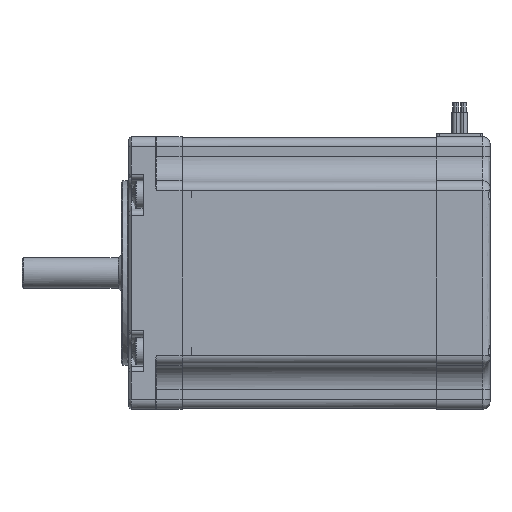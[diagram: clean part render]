
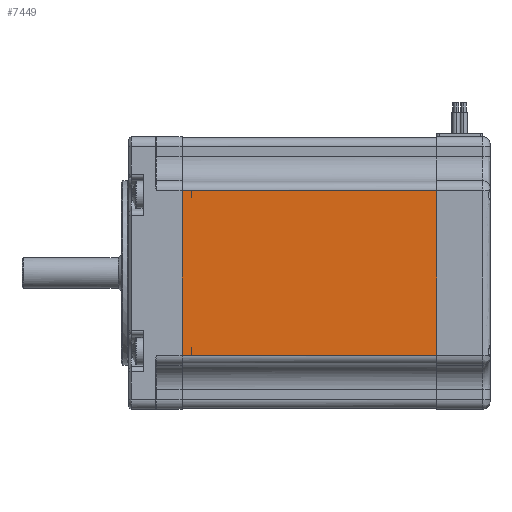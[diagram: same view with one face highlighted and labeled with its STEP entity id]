
A CAD part, left-side view. The second image highlights one B-rep face of the part: STEP entity #7449.
In plain terms, the highlighted free-form (B-spline) face has degree [1, 1] with [2, 2] control points.
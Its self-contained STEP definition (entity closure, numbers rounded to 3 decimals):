
#6812 = VERTEX_POINT('',#6813);
#6813 = CARTESIAN_POINT('',(60.421,9.252,
    14.299));
#6819 = EDGE_CURVE('',#6820,#6812,#6822,.T.);
#6820 = VERTEX_POINT('',#6821);
#6821 = CARTESIAN_POINT('',(60.421,9.252,
    -14.299));
#6822 = B_SPLINE_CURVE_WITH_KNOTS('',1,(#6823,#6824),.UNSPECIFIED.,.F.,
  .F.,(2,2),(-34.,0.),.PIECEWISE_BEZIER_KNOTS.);
#6823 = CARTESIAN_POINT('',(60.421,9.252,
    -14.299));
#6824 = CARTESIAN_POINT('',(60.421,9.252,
    14.299));
#7101 = VERTEX_POINT('',#7102);
#7102 = CARTESIAN_POINT('',(60.421,53.409,
    -14.299));
#7108 = EDGE_CURVE('',#7109,#7101,#7111,.T.);
#7109 = VERTEX_POINT('',#7110);
#7110 = CARTESIAN_POINT('',(60.421,53.409,
    14.299));
#7111 = B_SPLINE_CURVE_WITH_KNOTS('',1,(#7112,#7113),.UNSPECIFIED.,.F.,
  .F.,(2,2),(0.,34.),.PIECEWISE_BEZIER_KNOTS.);
#7112 = CARTESIAN_POINT('',(60.421,53.409,
    14.299));
#7113 = CARTESIAN_POINT('',(60.421,53.409,
    -14.299));
#7437 = EDGE_CURVE('',#7101,#6820,#7438,.T.);
#7438 = B_SPLINE_CURVE_WITH_KNOTS('',1,(#7439,#7440),.UNSPECIFIED.,.F.,
  .F.,(2,2),(11.,63.5),.PIECEWISE_BEZIER_KNOTS.);
#7439 = CARTESIAN_POINT('',(60.421,53.409,
    -14.299));
#7440 = CARTESIAN_POINT('',(60.421,9.252,
    -14.299));
#7449 = ADVANCED_FACE('',(#7450),#7460,.F.);
#7450 = FACE_BOUND('',#7451,.T.);
#7451 = EDGE_LOOP('',(#7452,#7453,#7454,#7459));
#7452 = ORIENTED_EDGE('',*,*,#7437,.T.);
#7453 = ORIENTED_EDGE('',*,*,#6819,.T.);
#7454 = ORIENTED_EDGE('',*,*,#7455,.F.);
#7455 = EDGE_CURVE('',#7109,#6812,#7456,.T.);
#7456 = B_SPLINE_CURVE_WITH_KNOTS('',1,(#7457,#7458),.UNSPECIFIED.,.F.,
  .F.,(2,2),(11.,63.5),.PIECEWISE_BEZIER_KNOTS.);
#7457 = CARTESIAN_POINT('',(60.421,53.409,
    14.299));
#7458 = CARTESIAN_POINT('',(60.421,9.252,
    14.299));
#7459 = ORIENTED_EDGE('',*,*,#7108,.T.);
#7460 = B_SPLINE_SURFACE_WITH_KNOTS('',1,1,(
    (#7461,#7462)
    ,(#7463,#7464
    )),.UNSPECIFIED.,.F.,.F.,.F.,(2,2),(2,2),(0.,34.),(-63.5,-11.),
  .PIECEWISE_BEZIER_KNOTS.);
#7461 = CARTESIAN_POINT('',(60.421,9.252,
    14.299));
#7462 = CARTESIAN_POINT('',(60.421,53.409,
    14.299));
#7463 = CARTESIAN_POINT('',(60.421,9.252,
    -14.299));
#7464 = CARTESIAN_POINT('',(60.421,53.409,
    -14.299));
